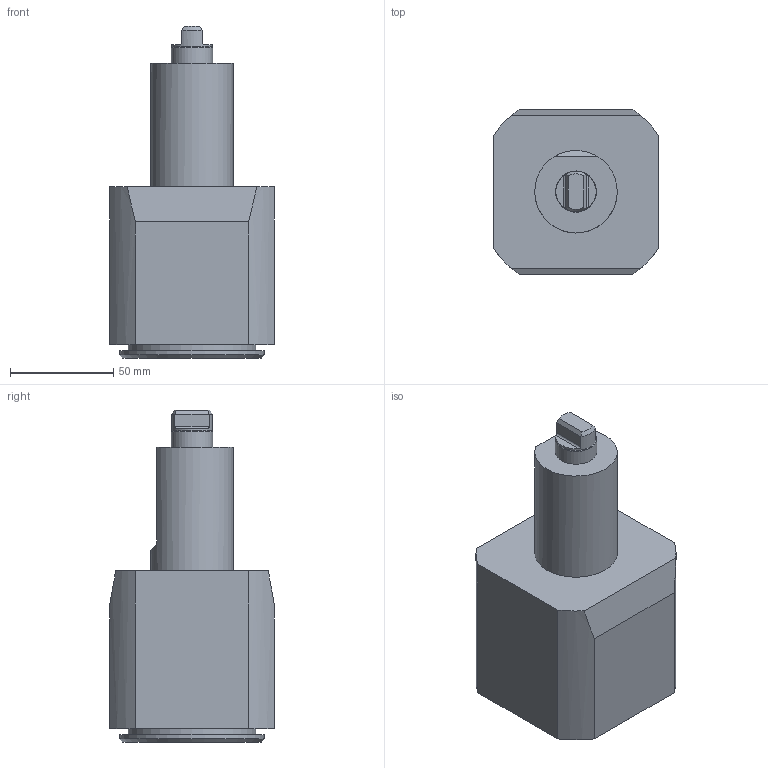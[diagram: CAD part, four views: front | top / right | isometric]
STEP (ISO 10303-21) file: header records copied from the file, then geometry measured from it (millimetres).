
FILE_DESCRIPTION(/* description */ ('3-D model version:1'),/* implementation_level */ '2;1');
FILE_NAME(/* name */ 'C4-DNE-MZ40X-E',/* time_stamp */ '2016-12-02T13:42:07',/* author */ ('InteractiveCad'),/* organization */ ('AB Sandvik Coromant'),/* preprocessor_version */ 'ST-DEVELOPER v15',/* originating_system */ 'SIEMENS PLM Software NX 8.5',/* authorization */ '');
FILE_SCHEMA(('AUTOMOTIVE_DESIGN'));
Length unit declared in the file: millimetre
Products named in the file (1): C4-DNE-MZ40X-E-635319382445334585-1
Bounding box: 80 x 80 x 161 mm (x, y, z)
Volume: 550946.1 mm3; surface area: 47544.7 mm2
Topology: 1 solids, 1 shells, 50 faces, 111 edges, 72 vertices
Faces by surface type: plane 25, cylinder 13, cone 12
Full cylindrical faces by diameter (mm): 2.5 x1, 19.5 x1, 20 x1, 31.6 x1, 40 x1, 62 x1, 70 x1
Entity records: 1526 total; most frequent: CARTESIAN_POINT 355, DIRECTION 244, ORIENTED_EDGE 194, AXIS2_PLACEMENT_3D 102, EDGE_CURVE 97, EDGE_LOOP 70, VERTEX_POINT 69, ADVANCED_FACE 50
